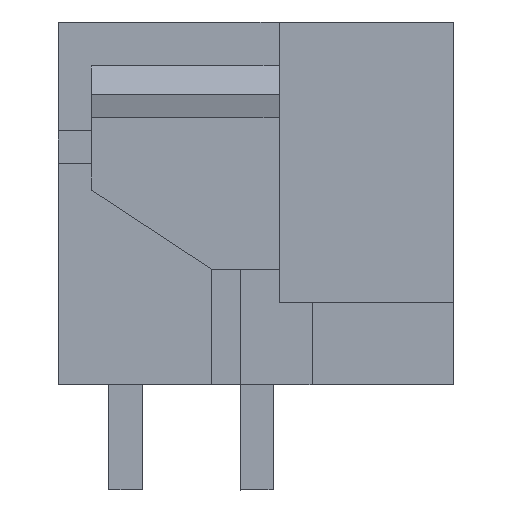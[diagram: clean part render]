
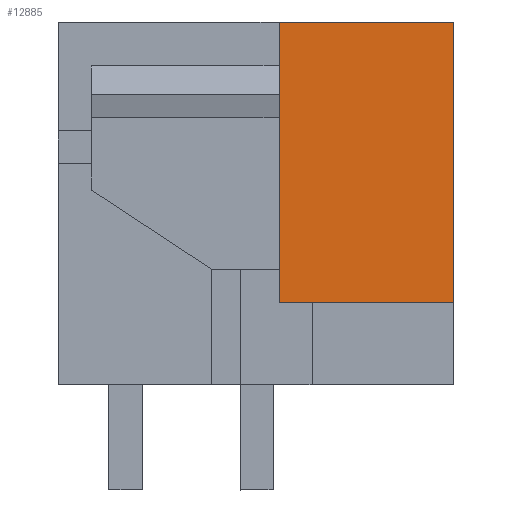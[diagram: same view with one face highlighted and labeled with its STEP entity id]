
A CAD part, left-side view. The second image highlights one B-rep face of the part: STEP entity #12885.
In plain terms, the highlighted planar face has unit normal (-1, 0, 0).
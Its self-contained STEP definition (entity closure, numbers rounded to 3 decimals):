
#12872=AXIS2_PLACEMENT_3D('Plane Axis2P3D',#12869,#12870,#12871) ;
#549=CARTESIAN_POINT('Vertex',(-50.44,-12.,14.2)) ;
#552=CARTESIAN_POINT('Line Origine',(-50.44,-12.,9.95)) ;
#556=CARTESIAN_POINT('Vertex',(-50.44,-12.,5.7)) ;
#1457=CARTESIAN_POINT('Vertex',(-50.44,-6.7,14.2)) ;
#1460=CARTESIAN_POINT('Line Origine',(-50.44,-9.35,14.2)) ;
#12731=CARTESIAN_POINT('Line Origine',(-50.44,-9.35,5.7)) ;
#12735=CARTESIAN_POINT('Vertex',(-50.44,-6.7,5.7)) ;
#12869=CARTESIAN_POINT('Axis2P3D Location',(-50.44,0.,14.2)) ;
#12874=CARTESIAN_POINT('Line Origine',(-50.44,-6.7,9.95)) ;
#553=DIRECTION('Vector Direction',(0.,0.,-1.)) ;
#1461=DIRECTION('Vector Direction',(0.,-1.,0.)) ;
#12732=DIRECTION('Vector Direction',(0.,-1.,0.)) ;
#12870=DIRECTION('Axis2P3D Direction',(-1.,0.,0.)) ;
#12871=DIRECTION('Axis2P3D XDirection',(0.,0.,-1.)) ;
#12875=DIRECTION('Vector Direction',(0.,0.,-1.)) ;
#554=VECTOR('Line Direction',#553,1.) ;
#1462=VECTOR('Line Direction',#1461,1.) ;
#12733=VECTOR('Line Direction',#12732,1.) ;
#12876=VECTOR('Line Direction',#12875,1.) ;
#12880=ORIENTED_EDGE('',*,*,#12878,.F.) ;
#12881=ORIENTED_EDGE('',*,*,#12737,.T.) ;
#12882=ORIENTED_EDGE('',*,*,#558,.F.) ;
#12883=ORIENTED_EDGE('',*,*,#1464,.F.) ;
#12885=ADVANCED_FACE('Housing',(#12884),#12873,.T.) ;
#558=EDGE_CURVE('',#550,#557,#555,.T.) ;
#1464=EDGE_CURVE('',#1458,#550,#1463,.T.) ;
#12737=EDGE_CURVE('',#12736,#557,#12734,.T.) ;
#12878=EDGE_CURVE('',#12736,#1458,#12877,.F.) ;
#12879=EDGE_LOOP('',(#12880,#12881,#12882,#12883)) ;
#12884=FACE_OUTER_BOUND('',#12879,.T.) ;
#555=LINE('Line',#552,#554) ;
#1463=LINE('Line',#1460,#1462) ;
#12734=LINE('Line',#12731,#12733) ;
#12877=LINE('Line',#12874,#12876) ;
#12873=PLANE('',#12872) ;
#550=VERTEX_POINT('',#549) ;
#557=VERTEX_POINT('',#556) ;
#1458=VERTEX_POINT('',#1457) ;
#12736=VERTEX_POINT('',#12735) ;
